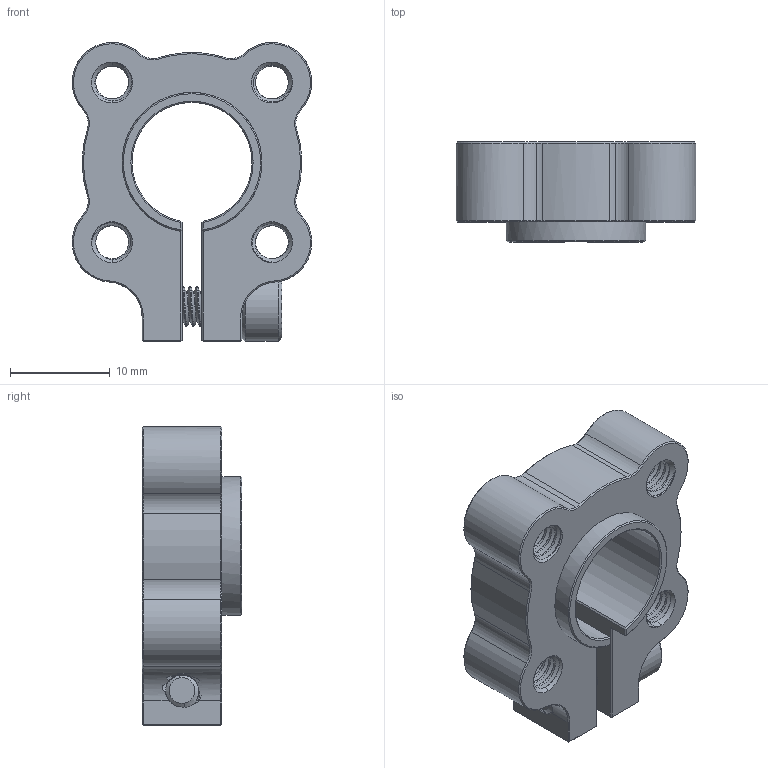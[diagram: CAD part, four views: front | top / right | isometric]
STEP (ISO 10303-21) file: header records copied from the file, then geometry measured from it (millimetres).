
FILE_DESCRIPTION (( 'STEP AP203' ), '1' );
FILE_NAME ('1301-0016-0012 assembly.STEP', '2022-04-07T20:58:31', ( '' ), ( '' ), 'SwSTEP 2.0', 'SolidWorks 2016', '' );
FILE_SCHEMA (( 'CONFIG_CONTROL_DESIGN' ));
Length unit declared in the file: inch
Products named in the file (3): 2800-0004-0010_90128A207; 1301-0016-0012 assembly; 1301-0016-0012
Assembly tree (2 placements, depth 2):
  1301-0016-0012 assembly
    1301-0016-0012
    2800-0004-0010_90128A207
Bounding box: 23.99 x 10 x 29.94 mm (x, y, z)
Volume: 3395 mm3; surface area: 3223.1 mm2
Topology: 2 solids, 2 shells, 445 faces, 1221 edges, 781 vertices
Faces by surface type: cylinder 301, cone 71, plane 58, bspline 15
Entity records: 32049 total; most frequent: CARTESIAN_POINT 22138, ORIENTED_EDGE 2442, DIRECTION 1643, EDGE_CURVE 1221, VERTEX_POINT 781, AXIS2_PLACEMENT_3D 597, EDGE_LOOP 458, LINE 449
